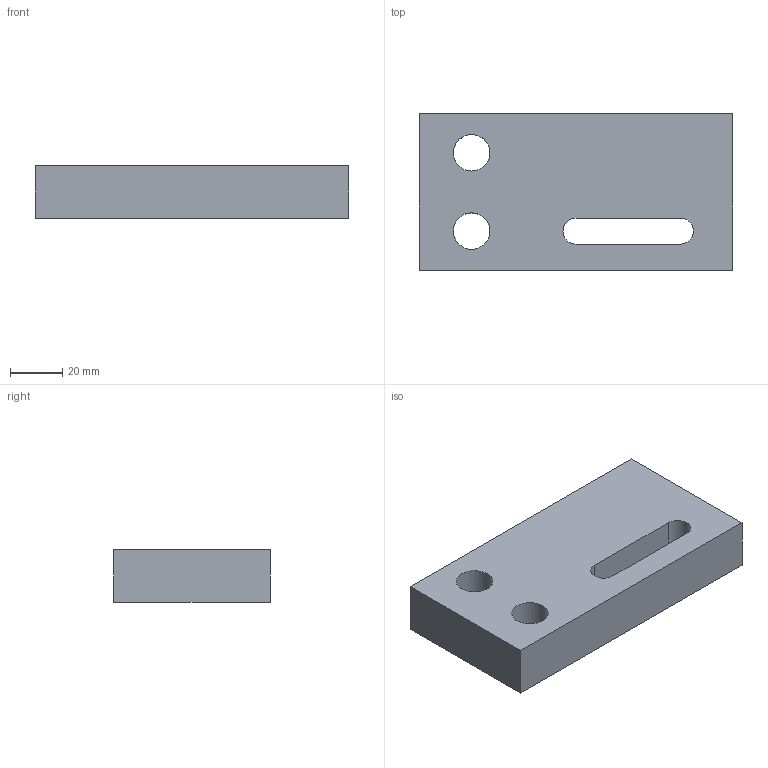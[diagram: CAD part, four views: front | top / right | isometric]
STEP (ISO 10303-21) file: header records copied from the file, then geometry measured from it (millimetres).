
FILE_DESCRIPTION(('STEP AP214'), '1');
FILE_NAME('1_2', '2020-01-10T11:58:42', ('Øåêîâ'), ('Íåéðî-Ìàñòåð'), 'ASCON STEP Converter 1.3', 'ASCON Math Kernel', '');
FILE_SCHEMA(('AUTOMOTIVE_DESIGN { 1 0 10303 214 3 1 1}'));
Length unit declared in the file: millimetre
Bounding box: 120 x 60 x 20 mm (x, y, z)
Volume: 128271.7 mm3; surface area: 24014.8 mm2
Topology: 1 solids, 1 shells, 12 faces, 30 edges, 20 vertices
Faces by surface type: plane 8, cylinder 4
Full cylindrical faces by diameter (mm): 14 x2
Entity records: 504 total; most frequent: DIRECTION 62, CARTESIAN_POINT 61, ORIENTED_EDGE 56, EDGE_CURVE 28, AXIS2_PLACEMENT_3D 21, EDGE_LOOP 20, VERTEX_POINT 20, LINE 20
